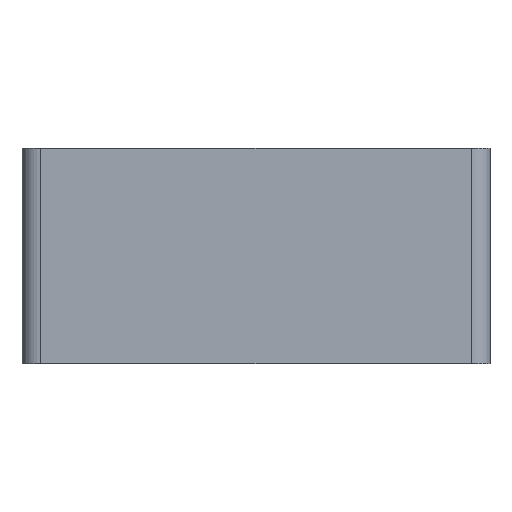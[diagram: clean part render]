
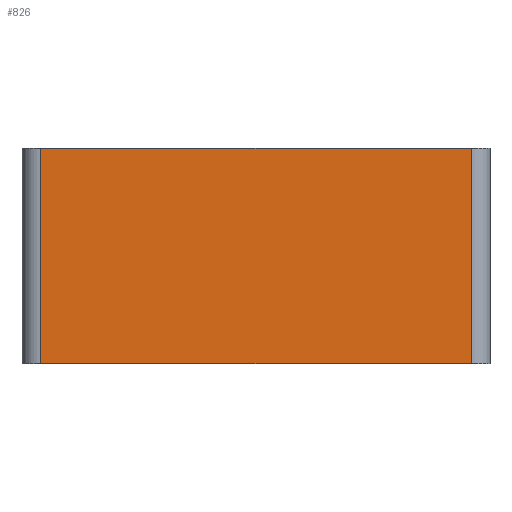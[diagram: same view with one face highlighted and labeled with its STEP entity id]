
A CAD part, front view. The second image highlights one B-rep face of the part: STEP entity #826.
In plain terms, the highlighted planar face has unit normal (0, -1, 0).
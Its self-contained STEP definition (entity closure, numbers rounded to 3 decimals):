
#29=PLANE('',#891);
#61=FACE_OUTER_BOUND('',#108,.T.);
#108=EDGE_LOOP('',(#586,#587,#588,#589));
#158=LINE('',#1209,#250);
#160=LINE('',#1215,#252);
#168=LINE('',#1237,#260);
#169=LINE('',#1238,#261);
#250=VECTOR('',#966,10.);
#252=VECTOR('',#972,10.);
#260=VECTOR('',#988,10.);
#261=VECTOR('',#989,10.);
#371=VERTEX_POINT('',#1206);
#372=VERTEX_POINT('',#1208);
#374=VERTEX_POINT('',#1214);
#384=VERTEX_POINT('',#1236);
#451=EDGE_CURVE('',#371,#372,#158,.T.);
#454=EDGE_CURVE('',#372,#374,#160,.T.);
#465=EDGE_CURVE('',#384,#371,#168,.T.);
#466=EDGE_CURVE('',#374,#384,#169,.T.);
#586=ORIENTED_EDGE('',*,*,#451,.F.);
#587=ORIENTED_EDGE('',*,*,#465,.F.);
#588=ORIENTED_EDGE('',*,*,#466,.F.);
#589=ORIENTED_EDGE('',*,*,#454,.F.);
#826=ADVANCED_FACE('',(#61),#29,.F.);
#891=AXIS2_PLACEMENT_3D('',#1235,#986,#987);
#966=DIRECTION('',(0.,0.,-1.));
#972=DIRECTION('',(-1.,0.,0.));
#986=DIRECTION('center_axis',(0.,1.,0.));
#987=DIRECTION('ref_axis',(0.,0.,1.));
#988=DIRECTION('',(1.,0.,0.));
#989=DIRECTION('',(0.,0.,1.));
#1206=CARTESIAN_POINT('',(76.,-110.,29.));
#1208=CARTESIAN_POINT('',(76.,-110.,-17.));
#1209=CARTESIAN_POINT('',(76.,-110.,9.75));
#1214=CARTESIAN_POINT('',(-16.,-110.,-17.));
#1215=CARTESIAN_POINT('',(55.,-110.,-17.));
#1235=CARTESIAN_POINT('Origin',(55.,-110.,0.));
#1236=CARTESIAN_POINT('',(-16.,-110.,29.));
#1237=CARTESIAN_POINT('',(17.4,-110.,29.));
#1238=CARTESIAN_POINT('',(-16.,-110.,-8.5));
